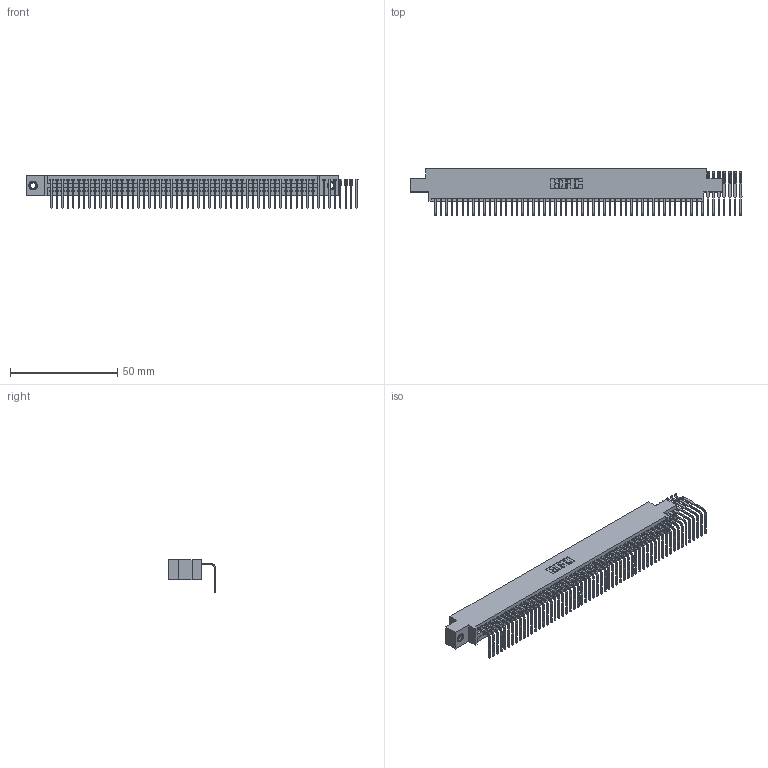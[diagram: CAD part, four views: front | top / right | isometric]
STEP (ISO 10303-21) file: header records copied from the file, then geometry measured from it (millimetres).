
FILE_DESCRIPTION (( 'STEP AP203' ), '1' );
FILE_NAME ('345-057-558-607.STEP', '2019-10-10T20:01:05', ( '' ), ( '' ), 'SwSTEP 2.0', 'SolidWorks 2016', '' );
FILE_SCHEMA (( 'CONFIG_CONTROL_DESIGN' ));
Length unit declared in the file: inch
Products named in the file (4): 345-250-001_345-250-005-103; 345-057-558-607; 345 Part_0.170 Offset - 0.156 Dia-TI; 345-292-001_558 Tail - 2
Assembly tree (60 placements, depth 2):
  345-057-558-607
    345 Part_0.170 Offset - 0.156 Dia-TI
    345-292-001_558 Tail - 2  x57
    345-250-001_345-250-005-103  x2
Bounding box: 154.75 x 21.83 x 15.37 mm (x, y, z)
Volume: 14047.8 mm3; surface area: 20524.8 mm2
Topology: 60 solids, 60 shells, 3482 faces, 10431 edges, 6870 vertices
Faces by surface type: plane 2398, cylinder 1068, cone 12, torus 4
Entity records: 37594 total; most frequent: CARTESIAN_POINT 6458, ORIENTED_EDGE 6426, DIRECTION 5665, EDGE_CURVE 3213, LINE 2865, VECTOR 2865, VERTEX_POINT 2136, AXIS2_PLACEMENT_3D 1400
